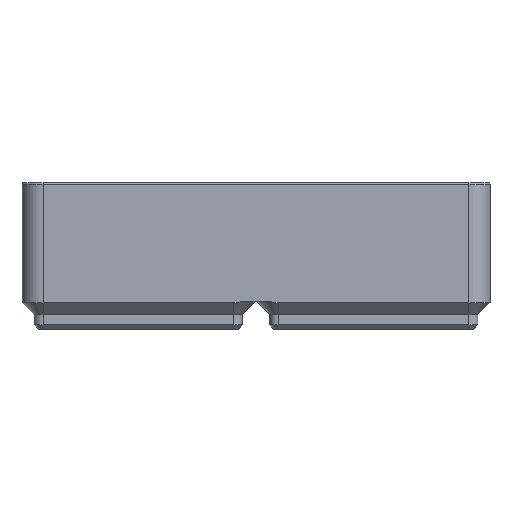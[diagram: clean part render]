
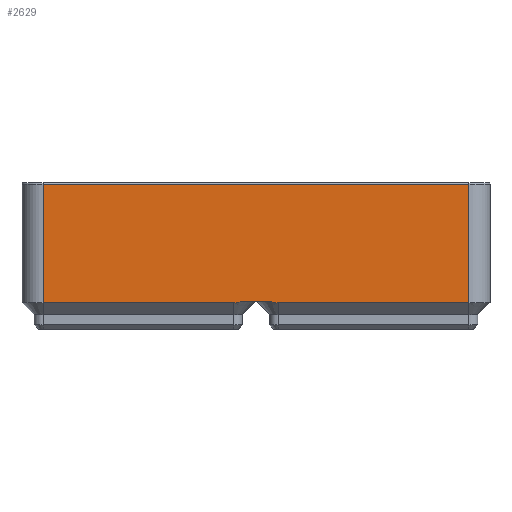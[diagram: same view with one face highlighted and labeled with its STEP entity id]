
A CAD part, left-side view. The second image highlights one B-rep face of the part: STEP entity #2629.
In plain terms, the highlighted planar face has unit normal (-1, 0, 0).
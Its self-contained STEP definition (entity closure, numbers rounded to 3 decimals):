
#823 = CYLINDRICAL_SURFACE('',#824,0.3);
#824 = AXIS2_PLACEMENT_3D('',#825,#826,#827);
#825 = CARTESIAN_POINT('',(-41.45,-38.,25.843));
#826 = DIRECTION('',(-0.,1.,-0.));
#827 = DIRECTION('',(0.,0.,1.));
#1669 = VERTEX_POINT('',#1670);
#1670 = CARTESIAN_POINT('',(-41.75,38.,25.843));
#1707 = CYLINDRICAL_SURFACE('',#1708,3.75);
#1708 = AXIS2_PLACEMENT_3D('',#1709,#1710,#1711);
#1709 = CARTESIAN_POINT('',(-38.,38.,5.));
#1710 = DIRECTION('',(-0.,-0.,-1.));
#1711 = DIRECTION('',(1.,0.,0.));
#1777 = VERTEX_POINT('',#1778);
#1778 = CARTESIAN_POINT('',(-41.75,-38.,25.843));
#1798 = EDGE_CURVE('',#1777,#1669,#1799,.T.);
#1799 = SURFACE_CURVE('',#1800,(#1804,#1811),.PCURVE_S1.);
#1800 = LINE('',#1801,#1802);
#1801 = CARTESIAN_POINT('',(-41.75,-38.,25.843));
#1802 = VECTOR('',#1803,1.);
#1803 = DIRECTION('',(-0.,1.,-0.));
#1804 = PCURVE('',#823,#1805);
#1805 = DEFINITIONAL_REPRESENTATION('',(#1806),#1810);
#1806 = LINE('',#1807,#1808);
#1807 = CARTESIAN_POINT('',(-1.571,0.));
#1808 = VECTOR('',#1809,1.);
#1809 = DIRECTION('',(-0.,1.));
#1810 = ( GEOMETRIC_REPRESENTATION_CONTEXT(2) 
PARAMETRIC_REPRESENTATION_CONTEXT() REPRESENTATION_CONTEXT('2D SPACE',''
  ) );
#1811 = PCURVE('',#1812,#1817);
#1812 = PLANE('',#1813);
#1813 = AXIS2_PLACEMENT_3D('',#1814,#1815,#1816);
#1814 = CARTESIAN_POINT('',(-41.75,-38.,5.25));
#1815 = DIRECTION('',(1.,0.,0.));
#1816 = DIRECTION('',(-0.,1.,0.));
#1817 = DEFINITIONAL_REPRESENTATION('',(#1818),#1822);
#1818 = LINE('',#1819,#1820);
#1819 = CARTESIAN_POINT('',(0.,20.593));
#1820 = VECTOR('',#1821,1.);
#1821 = DIRECTION('',(1.,-0.));
#1822 = ( GEOMETRIC_REPRESENTATION_CONTEXT(2) 
PARAMETRIC_REPRESENTATION_CONTEXT() REPRESENTATION_CONTEXT('2D SPACE',''
  ) );
#1921 = CYLINDRICAL_SURFACE('',#1922,3.75);
#1922 = AXIS2_PLACEMENT_3D('',#1923,#1924,#1925);
#1923 = CARTESIAN_POINT('',(-38.,-38.,5.25));
#1924 = DIRECTION('',(0.,0.,1.));
#1925 = DIRECTION('',(1.,0.,0.));
#2525 = EDGE_CURVE('',#1669,#2526,#2528,.T.);
#2526 = VERTEX_POINT('',#2527);
#2527 = CARTESIAN_POINT('',(-41.75,38.,4.75));
#2528 = SURFACE_CURVE('',#2529,(#2533,#2540),.PCURVE_S1.);
#2529 = LINE('',#2530,#2531);
#2530 = CARTESIAN_POINT('',(-41.75,38.,52.8));
#2531 = VECTOR('',#2532,1.);
#2532 = DIRECTION('',(0.,0.,-1.));
#2533 = PCURVE('',#1707,#2534);
#2534 = DEFINITIONAL_REPRESENTATION('',(#2535),#2539);
#2535 = LINE('',#2536,#2537);
#2536 = CARTESIAN_POINT('',(-3.142,-47.8));
#2537 = VECTOR('',#2538,1.);
#2538 = DIRECTION('',(0.,1.));
#2539 = ( GEOMETRIC_REPRESENTATION_CONTEXT(2) 
PARAMETRIC_REPRESENTATION_CONTEXT() REPRESENTATION_CONTEXT('2D SPACE',''
  ) );
#2540 = PCURVE('',#1812,#2541);
#2541 = DEFINITIONAL_REPRESENTATION('',(#2542),#2546);
#2542 = LINE('',#2543,#2544);
#2543 = CARTESIAN_POINT('',(76.,47.55));
#2544 = VECTOR('',#2545,1.);
#2545 = DIRECTION('',(0.,-1.));
#2546 = ( GEOMETRIC_REPRESENTATION_CONTEXT(2) 
PARAMETRIC_REPRESENTATION_CONTEXT() REPRESENTATION_CONTEXT('2D SPACE',''
  ) );
#2629 = ADVANCED_FACE('',(#2630),#1812,.F.);
#2630 = FACE_BOUND('',#2631,.F.);
#2631 = EDGE_LOOP('',(#2632,#2655,#2683,#2715,#2743,#2775,#2801,#2802));
#2632 = ORIENTED_EDGE('',*,*,#2633,.F.);
#2633 = EDGE_CURVE('',#2634,#1777,#2636,.T.);
#2634 = VERTEX_POINT('',#2635);
#2635 = CARTESIAN_POINT('',(-41.75,-38.,4.75));
#2636 = SURFACE_CURVE('',#2637,(#2641,#2648),.PCURVE_S1.);
#2637 = LINE('',#2638,#2639);
#2638 = CARTESIAN_POINT('',(-41.75,-38.,4.75));
#2639 = VECTOR('',#2640,1.);
#2640 = DIRECTION('',(0.,0.,1.));
#2641 = PCURVE('',#1812,#2642);
#2642 = DEFINITIONAL_REPRESENTATION('',(#2643),#2647);
#2643 = LINE('',#2644,#2645);
#2644 = CARTESIAN_POINT('',(0.,-0.5));
#2645 = VECTOR('',#2646,1.);
#2646 = DIRECTION('',(0.,1.));
#2647 = ( GEOMETRIC_REPRESENTATION_CONTEXT(2) 
PARAMETRIC_REPRESENTATION_CONTEXT() REPRESENTATION_CONTEXT('2D SPACE',''
  ) );
#2648 = PCURVE('',#1921,#2649);
#2649 = DEFINITIONAL_REPRESENTATION('',(#2650),#2654);
#2650 = LINE('',#2651,#2652);
#2651 = CARTESIAN_POINT('',(3.142,-0.5));
#2652 = VECTOR('',#2653,1.);
#2653 = DIRECTION('',(-0.,1.));
#2654 = ( GEOMETRIC_REPRESENTATION_CONTEXT(2) 
PARAMETRIC_REPRESENTATION_CONTEXT() REPRESENTATION_CONTEXT('2D SPACE',''
  ) );
#2655 = ORIENTED_EDGE('',*,*,#2656,.T.);
#2656 = EDGE_CURVE('',#2634,#2657,#2659,.T.);
#2657 = VERTEX_POINT('',#2658);
#2658 = CARTESIAN_POINT('',(-41.75,-4.,4.75));
#2659 = SURFACE_CURVE('',#2660,(#2664,#2671),.PCURVE_S1.);
#2660 = LINE('',#2661,#2662);
#2661 = CARTESIAN_POINT('',(-41.75,-29.5,4.75));
#2662 = VECTOR('',#2663,1.);
#2663 = DIRECTION('',(0.,1.,0.));
#2664 = PCURVE('',#1812,#2665);
#2665 = DEFINITIONAL_REPRESENTATION('',(#2666),#2670);
#2666 = LINE('',#2667,#2668);
#2667 = CARTESIAN_POINT('',(8.5,-0.5));
#2668 = VECTOR('',#2669,1.);
#2669 = DIRECTION('',(1.,0.));
#2670 = ( GEOMETRIC_REPRESENTATION_CONTEXT(2) 
PARAMETRIC_REPRESENTATION_CONTEXT() REPRESENTATION_CONTEXT('2D SPACE',''
  ) );
#2671 = PCURVE('',#2672,#2677);
#2672 = PLANE('',#2673);
#2673 = AXIS2_PLACEMENT_3D('',#2674,#2675,#2676);
#2674 = CARTESIAN_POINT('',(-42.,-21.,5.));
#2675 = DIRECTION('',(0.707,0.,0.707));
#2676 = DIRECTION('',(-0.707,0.,0.707));
#2677 = DEFINITIONAL_REPRESENTATION('',(#2678),#2682);
#2678 = LINE('',#2679,#2680);
#2679 = CARTESIAN_POINT('',(-0.354,8.5));
#2680 = VECTOR('',#2681,1.);
#2681 = DIRECTION('',(-0.,-1.));
#2682 = ( GEOMETRIC_REPRESENTATION_CONTEXT(2) 
PARAMETRIC_REPRESENTATION_CONTEXT() REPRESENTATION_CONTEXT('2D SPACE',''
  ) );
#2683 = ORIENTED_EDGE('',*,*,#2684,.F.);
#2684 = EDGE_CURVE('',#2685,#2657,#2687,.T.);
#2685 = VERTEX_POINT('',#2686);
#2686 = CARTESIAN_POINT('',(-41.75,-2.608,5.));
#2687 = SURFACE_CURVE('',#2688,(#2693,#2700),.PCURVE_S1.);
#2688 = HYPERBOLA('',#2689,3.75,3.75);
#2689 = AXIS2_PLACEMENT_3D('',#2690,#2691,#2692);
#2690 = CARTESIAN_POINT('',(-41.75,-4.,1.));
#2691 = DIRECTION('',(1.,0.,0.));
#2692 = DIRECTION('',(0.,-0.,1.));
#2693 = PCURVE('',#1812,#2694);
#2694 = DEFINITIONAL_REPRESENTATION('',(#2695),#2699);
#2695 = HYPERBOLA('',#2696,3.75,3.75);
#2696 = AXIS2_PLACEMENT_2D('',#2697,#2698);
#2697 = CARTESIAN_POINT('',(34.,-4.25));
#2698 = DIRECTION('',(0.,1.));
#2699 = ( GEOMETRIC_REPRESENTATION_CONTEXT(2) 
PARAMETRIC_REPRESENTATION_CONTEXT() REPRESENTATION_CONTEXT('2D SPACE',''
  ) );
#2700 = PCURVE('',#2701,#2706);
#2701 = CONICAL_SURFACE('',#2702,4.,0.785);
#2702 = AXIS2_PLACEMENT_3D('',#2703,#2704,#2705);
#2703 = CARTESIAN_POINT('',(-38.,-4.,5.));
#2704 = DIRECTION('',(0.,0.,1.));
#2705 = DIRECTION('',(1.,0.,0.));
#2706 = DEFINITIONAL_REPRESENTATION('',(#2707),#2714);
#2707 = B_SPLINE_CURVE_WITH_KNOTS('',5,(#2708,#2709,#2710,#2711,#2712,
    #2713),.UNSPECIFIED.,.F.,.F.,(6,6),(-0.363,0.),
  .PIECEWISE_BEZIER_KNOTS.);
#2708 = CARTESIAN_POINT('',(2.786,0.));
#2709 = CARTESIAN_POINT('',(2.854,-0.101));
#2710 = CARTESIAN_POINT('',(2.925,-0.176));
#2711 = CARTESIAN_POINT('',(2.996,-0.225));
#2712 = CARTESIAN_POINT('',(3.069,-0.25));
#2713 = CARTESIAN_POINT('',(3.142,-0.25));
#2714 = ( GEOMETRIC_REPRESENTATION_CONTEXT(2) 
PARAMETRIC_REPRESENTATION_CONTEXT() REPRESENTATION_CONTEXT('2D SPACE',''
  ) );
#2715 = ORIENTED_EDGE('',*,*,#2716,.T.);
#2716 = EDGE_CURVE('',#2685,#2717,#2719,.T.);
#2717 = VERTEX_POINT('',#2718);
#2718 = CARTESIAN_POINT('',(-41.75,2.608,5.));
#2719 = SURFACE_CURVE('',#2720,(#2724,#2731),.PCURVE_S1.);
#2720 = LINE('',#2721,#2722);
#2721 = CARTESIAN_POINT('',(-41.75,0.,5.));
#2722 = VECTOR('',#2723,1.);
#2723 = DIRECTION('',(0.,1.,0.));
#2724 = PCURVE('',#1812,#2725);
#2725 = DEFINITIONAL_REPRESENTATION('',(#2726),#2730);
#2726 = LINE('',#2727,#2728);
#2727 = CARTESIAN_POINT('',(38.,-0.25));
#2728 = VECTOR('',#2729,1.);
#2729 = DIRECTION('',(1.,0.));
#2730 = ( GEOMETRIC_REPRESENTATION_CONTEXT(2) 
PARAMETRIC_REPRESENTATION_CONTEXT() REPRESENTATION_CONTEXT('2D SPACE',''
  ) );
#2731 = PCURVE('',#2732,#2737);
#2732 = PLANE('',#2733);
#2733 = AXIS2_PLACEMENT_3D('',#2734,#2735,#2736);
#2734 = CARTESIAN_POINT('',(0.,0.,5.));
#2735 = DIRECTION('',(0.,0.,1.));
#2736 = DIRECTION('',(1.,0.,0.));
#2737 = DEFINITIONAL_REPRESENTATION('',(#2738),#2742);
#2738 = LINE('',#2739,#2740);
#2739 = CARTESIAN_POINT('',(-41.75,0.));
#2740 = VECTOR('',#2741,1.);
#2741 = DIRECTION('',(0.,1.));
#2742 = ( GEOMETRIC_REPRESENTATION_CONTEXT(2) 
PARAMETRIC_REPRESENTATION_CONTEXT() REPRESENTATION_CONTEXT('2D SPACE',''
  ) );
#2743 = ORIENTED_EDGE('',*,*,#2744,.F.);
#2744 = EDGE_CURVE('',#2745,#2717,#2747,.T.);
#2745 = VERTEX_POINT('',#2746);
#2746 = CARTESIAN_POINT('',(-41.75,4.,4.75));
#2747 = SURFACE_CURVE('',#2748,(#2753,#2760),.PCURVE_S1.);
#2748 = HYPERBOLA('',#2749,3.75,3.75);
#2749 = AXIS2_PLACEMENT_3D('',#2750,#2751,#2752);
#2750 = CARTESIAN_POINT('',(-41.75,4.,1.));
#2751 = DIRECTION('',(1.,0.,0.));
#2752 = DIRECTION('',(0.,-0.,1.));
#2753 = PCURVE('',#1812,#2754);
#2754 = DEFINITIONAL_REPRESENTATION('',(#2755),#2759);
#2755 = HYPERBOLA('',#2756,3.75,3.75);
#2756 = AXIS2_PLACEMENT_2D('',#2757,#2758);
#2757 = CARTESIAN_POINT('',(42.,-4.25));
#2758 = DIRECTION('',(0.,1.));
#2759 = ( GEOMETRIC_REPRESENTATION_CONTEXT(2) 
PARAMETRIC_REPRESENTATION_CONTEXT() REPRESENTATION_CONTEXT('2D SPACE',''
  ) );
#2760 = PCURVE('',#2761,#2766);
#2761 = CONICAL_SURFACE('',#2762,4.,0.785);
#2762 = AXIS2_PLACEMENT_3D('',#2763,#2764,#2765);
#2763 = CARTESIAN_POINT('',(-38.,4.,5.));
#2764 = DIRECTION('',(0.,0.,1.));
#2765 = DIRECTION('',(1.,0.,0.));
#2766 = DEFINITIONAL_REPRESENTATION('',(#2767),#2774);
#2767 = B_SPLINE_CURVE_WITH_KNOTS('',5,(#2768,#2769,#2770,#2771,#2772,
    #2773),.UNSPECIFIED.,.F.,.F.,(6,6),(0.,0.363),
  .PIECEWISE_BEZIER_KNOTS.);
#2768 = CARTESIAN_POINT('',(3.142,-0.25));
#2769 = CARTESIAN_POINT('',(3.214,-0.25));
#2770 = CARTESIAN_POINT('',(3.287,-0.225));
#2771 = CARTESIAN_POINT('',(3.359,-0.176));
#2772 = CARTESIAN_POINT('',(3.429,-0.101));
#2773 = CARTESIAN_POINT('',(3.497,0.));
#2774 = ( GEOMETRIC_REPRESENTATION_CONTEXT(2) 
PARAMETRIC_REPRESENTATION_CONTEXT() REPRESENTATION_CONTEXT('2D SPACE',''
  ) );
#2775 = ORIENTED_EDGE('',*,*,#2776,.T.);
#2776 = EDGE_CURVE('',#2745,#2526,#2777,.T.);
#2777 = SURFACE_CURVE('',#2778,(#2782,#2789),.PCURVE_S1.);
#2778 = LINE('',#2779,#2780);
#2779 = CARTESIAN_POINT('',(-41.75,-8.5,4.75));
#2780 = VECTOR('',#2781,1.);
#2781 = DIRECTION('',(0.,1.,0.));
#2782 = PCURVE('',#1812,#2783);
#2783 = DEFINITIONAL_REPRESENTATION('',(#2784),#2788);
#2784 = LINE('',#2785,#2786);
#2785 = CARTESIAN_POINT('',(29.5,-0.5));
#2786 = VECTOR('',#2787,1.);
#2787 = DIRECTION('',(1.,0.));
#2788 = ( GEOMETRIC_REPRESENTATION_CONTEXT(2) 
PARAMETRIC_REPRESENTATION_CONTEXT() REPRESENTATION_CONTEXT('2D SPACE',''
  ) );
#2789 = PCURVE('',#2790,#2795);
#2790 = PLANE('',#2791);
#2791 = AXIS2_PLACEMENT_3D('',#2792,#2793,#2794);
#2792 = CARTESIAN_POINT('',(-42.,21.,5.));
#2793 = DIRECTION('',(0.707,0.,0.707));
#2794 = DIRECTION('',(-0.707,0.,0.707));
#2795 = DEFINITIONAL_REPRESENTATION('',(#2796),#2800);
#2796 = LINE('',#2797,#2798);
#2797 = CARTESIAN_POINT('',(-0.354,29.5));
#2798 = VECTOR('',#2799,1.);
#2799 = DIRECTION('',(-0.,-1.));
#2800 = ( GEOMETRIC_REPRESENTATION_CONTEXT(2) 
PARAMETRIC_REPRESENTATION_CONTEXT() REPRESENTATION_CONTEXT('2D SPACE',''
  ) );
#2801 = ORIENTED_EDGE('',*,*,#2525,.F.);
#2802 = ORIENTED_EDGE('',*,*,#1798,.F.);
